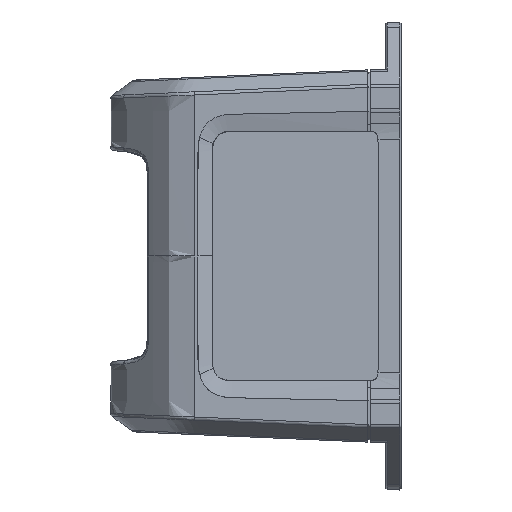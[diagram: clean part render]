
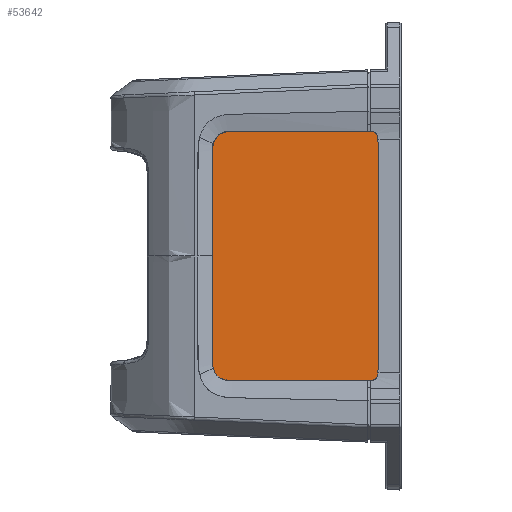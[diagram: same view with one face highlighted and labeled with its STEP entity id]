
A CAD part, left-side view. The second image highlights one B-rep face of the part: STEP entity #53642.
In plain terms, the highlighted planar face has unit normal (-1, 0, 0).
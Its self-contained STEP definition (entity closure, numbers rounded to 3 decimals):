
#53436=CARTESIAN_POINT('',(-47.346,25.083,
-16.346));
#53437=CARTESIAN_POINT('',(-47.346,25.106,
-16.323));
#53438=CARTESIAN_POINT('',(-47.346,25.148,
-16.273));
#53439=CARTESIAN_POINT('',(-47.346,25.194,
-16.186));
#53440=CARTESIAN_POINT('',(-47.346,25.223,
-16.091));
#53441=CARTESIAN_POINT('',(-47.346,25.229,
-16.026));
#53442=CARTESIAN_POINT('',(-47.346,25.229,
-15.993));
#53447=DIRECTION('',(0.,0.,1.));
#53448=VECTOR('',#53447,31.986);
#53449=CARTESIAN_POINT('',(-47.346,25.229,
-15.993));
#53450=LINE('',#53449,#53448);
#53454=CARTESIAN_POINT('',(-47.346,25.229,
15.993));
#53455=CARTESIAN_POINT('',(-47.346,25.229,
16.026));
#53456=CARTESIAN_POINT('',(-47.346,25.223,
16.091));
#53457=CARTESIAN_POINT('',(-47.346,25.194,
16.185));
#53458=CARTESIAN_POINT('',(-47.346,25.148,
16.273));
#53459=CARTESIAN_POINT('',(-47.346,25.106,
16.323));
#53460=CARTESIAN_POINT('',(-47.346,25.083,
16.346));
#53465=DIRECTION('',(0.,-0.707,0.707));
#53466=VECTOR('',#53465,0.717);
#53467=CARTESIAN_POINT('',(-47.346,25.083,
16.346));
#53468=LINE('',#53467,#53466);
#53472=CARTESIAN_POINT('',(-47.346,24.576,
16.854));
#53473=CARTESIAN_POINT('',(-47.346,24.552,
16.877));
#53474=CARTESIAN_POINT('',(-47.346,24.502,
16.918));
#53475=CARTESIAN_POINT('',(-47.346,24.415,
16.965));
#53476=CARTESIAN_POINT('',(-47.346,24.32,
16.994));
#53477=CARTESIAN_POINT('',(-47.346,24.255,
17.));
#53478=CARTESIAN_POINT('',(-47.346,24.222,
17.));
#53483=DIRECTION('',(0.,-1.,0.));
#53484=VECTOR('',#53483,22.986);
#53485=CARTESIAN_POINT('',(-47.346,24.222,
17.));
#53486=LINE('',#53485,#53484);
#53490=CARTESIAN_POINT('',(-47.346,1.236,
17.));
#53491=CARTESIAN_POINT('',(-47.346,1.203,
17.));
#53492=CARTESIAN_POINT('',(-47.346,1.138,
16.994));
#53493=CARTESIAN_POINT('',(-47.346,1.044,
16.965));
#53494=CARTESIAN_POINT('',(-47.346,0.957,
16.918));
#53495=CARTESIAN_POINT('',(-47.346,0.906,
16.877));
#53496=CARTESIAN_POINT('',(-47.346,0.883,
16.854));
#53501=DIRECTION('',(0.,-0.707,-0.707));
#53502=VECTOR('',#53501,0.717);
#53503=CARTESIAN_POINT('',(-47.346,0.883,
16.854));
#53504=LINE('',#53503,#53502);
#53508=CARTESIAN_POINT('',(-47.346,0.376,
16.346));
#53509=CARTESIAN_POINT('',(-47.346,0.352,
16.323));
#53510=CARTESIAN_POINT('',(-47.346,0.311,
16.273));
#53511=CARTESIAN_POINT('',(-47.346,0.264,
16.185));
#53512=CARTESIAN_POINT('',(-47.346,0.236,
16.091));
#53513=CARTESIAN_POINT('',(-47.346,0.229,
16.026));
#53514=CARTESIAN_POINT('',(-47.346,0.229,
15.993));
#53519=DIRECTION('',(0.,0.,-1.));
#53520=VECTOR('',#53519,31.986);
#53521=CARTESIAN_POINT('',(-47.346,0.229,
15.993));
#53522=LINE('',#53521,#53520);
#53526=CARTESIAN_POINT('',(-47.346,0.229,
-15.993));
#53527=CARTESIAN_POINT('',(-47.346,0.229,
-16.026));
#53528=CARTESIAN_POINT('',(-47.346,0.236,
-16.091));
#53529=CARTESIAN_POINT('',(-47.346,0.264,
-16.185));
#53530=CARTESIAN_POINT('',(-47.346,0.311,
-16.273));
#53531=CARTESIAN_POINT('',(-47.346,0.352,
-16.323));
#53532=CARTESIAN_POINT('',(-47.346,0.376,
-16.346));
#53537=DIRECTION('',(0.,0.707,-0.707));
#53538=VECTOR('',#53537,0.717);
#53539=CARTESIAN_POINT('',(-47.346,0.376,
-16.346));
#53540=LINE('',#53539,#53538);
#53544=CARTESIAN_POINT('',(-47.346,0.883,
-16.854));
#53545=CARTESIAN_POINT('',(-47.346,0.906,
-16.877));
#53546=CARTESIAN_POINT('',(-47.346,0.957,
-16.918));
#53547=CARTESIAN_POINT('',(-47.346,1.044,
-16.965));
#53548=CARTESIAN_POINT('',(-47.346,1.138,
-16.994));
#53549=CARTESIAN_POINT('',(-47.346,1.203,
-17.));
#53550=CARTESIAN_POINT('',(-47.346,1.236,
-17.));
#53555=DIRECTION('',(0.,1.,0.));
#53556=VECTOR('',#53555,22.986);
#53557=CARTESIAN_POINT('',(-47.346,1.236,
-17.));
#53558=LINE('',#53557,#53556);
#53562=CARTESIAN_POINT('',(-47.346,24.222,
-17.));
#53563=CARTESIAN_POINT('',(-47.346,24.255,
-17.));
#53564=CARTESIAN_POINT('',(-47.346,24.32,
-16.994));
#53565=CARTESIAN_POINT('',(-47.346,24.415,
-16.965));
#53566=CARTESIAN_POINT('',(-47.346,24.502,
-16.918));
#53567=CARTESIAN_POINT('',(-47.346,24.552,
-16.877));
#53568=CARTESIAN_POINT('',(-47.346,24.576,
-16.854));
#53573=DIRECTION('',(0.,0.707,0.707));
#53574=VECTOR('',#53573,0.717);
#53575=CARTESIAN_POINT('',(-47.346,24.576,
-16.854));
#53576=LINE('',#53575,#53574);
#53580=VERTEX_POINT('',#53436);
#53581=VERTEX_POINT('',#53442);
#53582=CARTESIAN_POINT('',(-47.346,25.229,
15.993));
#53583=VERTEX_POINT('',#53582);
#53584=VERTEX_POINT('',#53460);
#53585=CARTESIAN_POINT('',(-47.346,24.576,
16.854));
#53586=VERTEX_POINT('',#53585);
#53587=VERTEX_POINT('',#53478);
#53588=CARTESIAN_POINT('',(-47.346,1.236,
17.));
#53589=VERTEX_POINT('',#53588);
#53590=VERTEX_POINT('',#53496);
#53591=CARTESIAN_POINT('',(-47.346,0.376,
16.346));
#53592=VERTEX_POINT('',#53591);
#53593=VERTEX_POINT('',#53514);
#53594=CARTESIAN_POINT('',(-47.346,0.229,
-15.993));
#53595=VERTEX_POINT('',#53594);
#53596=VERTEX_POINT('',#53532);
#53597=CARTESIAN_POINT('',(-47.346,0.883,
-16.854));
#53598=VERTEX_POINT('',#53597);
#53599=VERTEX_POINT('',#53550);
#53600=CARTESIAN_POINT('',(-47.346,24.222,
-17.));
#53601=VERTEX_POINT('',#53600);
#53602=VERTEX_POINT('',#53568);
#53603=CARTESIAN_POINT('',(-47.346,25.229,17.));
#53604=DIRECTION('',(-1.,0.,0.));
#53605=DIRECTION('',(0.,0.,-1.));
#53606=AXIS2_PLACEMENT_3D('',#53603,#53604,#53605);
#53607=PLANE('',#53606);
#53609=ORIENTED_EDGE('',*,*,#53608,.T.);
#53611=ORIENTED_EDGE('',*,*,#53610,.T.);
#53613=ORIENTED_EDGE('',*,*,#53612,.T.);
#53615=ORIENTED_EDGE('',*,*,#53614,.T.);
#53617=ORIENTED_EDGE('',*,*,#53616,.T.);
#53619=ORIENTED_EDGE('',*,*,#53618,.T.);
#53621=ORIENTED_EDGE('',*,*,#53620,.T.);
#53623=ORIENTED_EDGE('',*,*,#53622,.T.);
#53625=ORIENTED_EDGE('',*,*,#53624,.T.);
#53627=ORIENTED_EDGE('',*,*,#53626,.T.);
#53629=ORIENTED_EDGE('',*,*,#53628,.T.);
#53631=ORIENTED_EDGE('',*,*,#53630,.T.);
#53633=ORIENTED_EDGE('',*,*,#53632,.T.);
#53635=ORIENTED_EDGE('',*,*,#53634,.T.);
#53637=ORIENTED_EDGE('',*,*,#53636,.T.);
#53639=ORIENTED_EDGE('',*,*,#53638,.T.);
#53640=EDGE_LOOP('',(#53609,#53611,#53613,#53615,#53617,#53619,#53621,#53623,
#53625,#53627,#53629,#53631,#53633,#53635,#53637,#53639));
#53641=FACE_OUTER_BOUND('',#53640,.F.);
#53642=ADVANCED_FACE('',(#53641),#53607,.T.);
#53443=B_SPLINE_CURVE_WITH_KNOTS('',3,(#53436,#53437,#53438,#53439,#53440,
#53441,#53442),.UNSPECIFIED.,.F.,.F.,(4,1,1,1,4),(0.,0.25,0.5,0.75,
1.),.UNSPECIFIED.);
#53461=B_SPLINE_CURVE_WITH_KNOTS('',3,(#53454,#53455,#53456,#53457,#53458,
#53459,#53460),.UNSPECIFIED.,.F.,.F.,(4,1,1,1,4),(0.,0.25,0.5,0.75,
1.),.UNSPECIFIED.);
#53479=B_SPLINE_CURVE_WITH_KNOTS('',3,(#53472,#53473,#53474,#53475,#53476,
#53477,#53478),.UNSPECIFIED.,.F.,.F.,(4,1,1,1,4),(0.,0.25,0.5,0.75,
1.),.UNSPECIFIED.);
#53497=B_SPLINE_CURVE_WITH_KNOTS('',3,(#53490,#53491,#53492,#53493,#53494,
#53495,#53496),.UNSPECIFIED.,.F.,.F.,(4,1,1,1,4),(0.,0.25,0.5,0.75,
1.),.UNSPECIFIED.);
#53515=B_SPLINE_CURVE_WITH_KNOTS('',3,(#53508,#53509,#53510,#53511,#53512,
#53513,#53514),.UNSPECIFIED.,.F.,.F.,(4,1,1,1,4),(0.,0.25,0.5,0.75,
1.),.UNSPECIFIED.);
#53533=B_SPLINE_CURVE_WITH_KNOTS('',3,(#53526,#53527,#53528,#53529,#53530,
#53531,#53532),.UNSPECIFIED.,.F.,.F.,(4,1,1,1,4),(0.,0.25,0.5,0.75,
1.),.UNSPECIFIED.);
#53551=B_SPLINE_CURVE_WITH_KNOTS('',3,(#53544,#53545,#53546,#53547,#53548,
#53549,#53550),.UNSPECIFIED.,.F.,.F.,(4,1,1,1,4),(0.,0.25,0.5,0.75,
1.),.UNSPECIFIED.);
#53569=B_SPLINE_CURVE_WITH_KNOTS('',3,(#53562,#53563,#53564,#53565,#53566,
#53567,#53568),.UNSPECIFIED.,.F.,.F.,(4,1,1,1,4),(0.,0.25,0.5,0.75,
1.),.UNSPECIFIED.);
#53608=EDGE_CURVE('',#53580,#53581,#53443,.T.);
#53610=EDGE_CURVE('',#53581,#53583,#53450,.T.);
#53612=EDGE_CURVE('',#53583,#53584,#53461,.T.);
#53614=EDGE_CURVE('',#53584,#53586,#53468,.T.);
#53616=EDGE_CURVE('',#53586,#53587,#53479,.T.);
#53618=EDGE_CURVE('',#53587,#53589,#53486,.T.);
#53620=EDGE_CURVE('',#53589,#53590,#53497,.T.);
#53622=EDGE_CURVE('',#53590,#53592,#53504,.T.);
#53624=EDGE_CURVE('',#53592,#53593,#53515,.T.);
#53626=EDGE_CURVE('',#53593,#53595,#53522,.T.);
#53628=EDGE_CURVE('',#53595,#53596,#53533,.T.);
#53630=EDGE_CURVE('',#53596,#53598,#53540,.T.);
#53632=EDGE_CURVE('',#53598,#53599,#53551,.T.);
#53634=EDGE_CURVE('',#53599,#53601,#53558,.T.);
#53636=EDGE_CURVE('',#53601,#53602,#53569,.T.);
#53638=EDGE_CURVE('',#53602,#53580,#53576,.T.);
